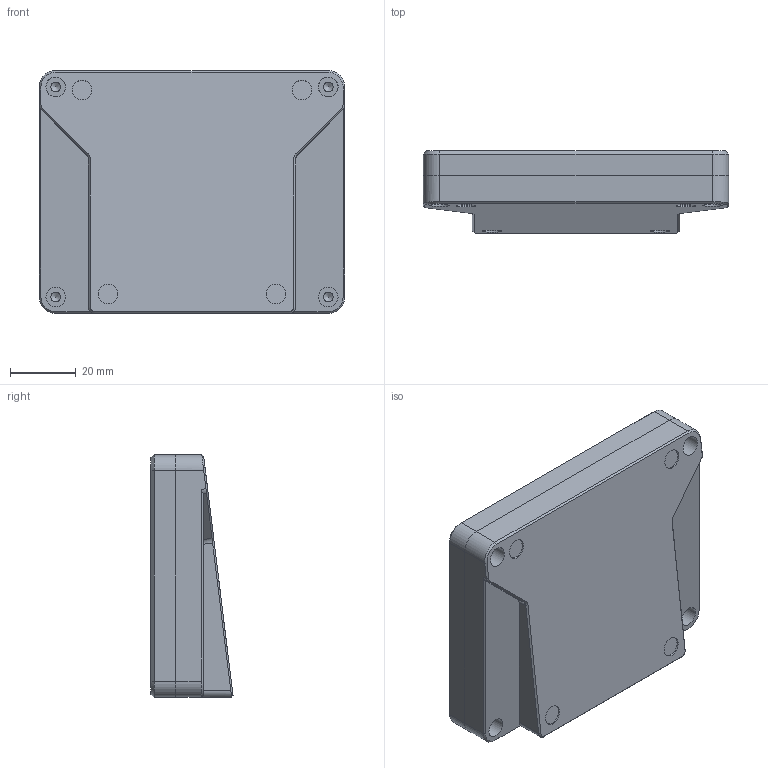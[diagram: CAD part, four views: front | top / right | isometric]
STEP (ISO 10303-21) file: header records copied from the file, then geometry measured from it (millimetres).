
FILE_DESCRIPTION(/* description */ (''),/* implementation_level */ '2;1');
FILE_NAME(/* name */ 'Macropad v9.step',/* time_stamp */ '2021-01-04T20:00:14+01:00',/* author */ (''),/* organization */ (''),/* preprocessor_version */ 'ST-DEVELOPER v18.1',/* originating_system */ 'Autodesk Translation Framework v9.7.1.1290',/* authorisation */ '');
FILE_SCHEMA (('AUTOMOTIVE_DESIGN { 1 0 10303 214 3 1 1 }'));
Products named in the file (46): Macropad; macropad_pcb; D_SOT-23; D_SOT-23_1; D_SOT-23_2; D_SOT-23_3; D_SOT-23_4; D_SOT-23_5; SOLID (6); Crystal_SMD_3225-4Pin_3.2x2.5mm; SOLID; HRO_TYPE-C-31-M-12; SOLID (3); SOLID (4); SOLID (10); SOLID (11); SOT-23-6; SOLID (7); TQFP-32_7x7mm_P0.8mm; SOLID (13); SW_SPST_TL3342; R_0805_2012Metric; R_0805_2012Metric_1; R_0805_2012Metric_2; R_0805_2012Metric_3; R_0805_2012Metric_4; R_0805_2012Metric_5; SOLID (1); PinHeader_1x06_P1.27mm_Vertical; Fuse_1206_3216Metric; SOLID (2); D_SOD-123; D_SOD-123_1; SOLID (9); C_0805_2012Metric; C_0805_2012Metric_1; C_0805_2012Metric_2; C_0805_2012Metric_3; C_0805_2012Metric_4; SOLID (5) ...
Assembly tree (61 placements, depth 4):
  Macropad
    macropad_pcb
      D_SOT-23
        SOLID (6)
      D_SOT-23_1
        SOLID (6)
      D_SOT-23_2
        SOLID (6)
      D_SOT-23_3
        SOLID (6)
      D_SOT-23_4
        SOLID (6)
      D_SOT-23_5
        SOLID (6)
      Crystal_SMD_3225-4Pin_3.2x2.5mm
        SOLID
      HRO_TYPE-C-31-M-12
        SOLID (3)
        SOLID (4)
        SOLID (10)
        SOLID (11)
      SOT-23-6
        SOLID (7)
      TQFP-32_7x7mm_P0.8mm
        SOLID (13)
      SW_SPST_TL3342
        SOLID (12)
      R_0805_2012Metric
        SOLID (1)
      R_0805_2012Metric_1
        SOLID (1)
      R_0805_2012Metric_2
        SOLID (1)
      R_0805_2012Metric_3
        SOLID (1)
      R_0805_2012Metric_4
        SOLID (1)
      R_0805_2012Metric_5
        SOLID (1)
      PinHeader_1x06_P1.27mm_Vertical
      Fuse_1206_3216Metric
        SOLID (2)
      D_SOD-123
        SOLID (9)
      D_SOD-123_1
        SOLID (9)
      C_0805_2012Metric
        SOLID (5)
      C_0805_2012Metric_1
        SOLID (5)
      C_0805_2012Metric_2
        SOLID (5)
      C_0805_2012Metric_3
        SOLID (5)
      C_0805_2012Metric_4
        SOLID (5)
      SW_SPST_TL3342_1
        SOLID (12)
      COMPOUND
    Top
Bounding box: 93.2 x 25.04 x 74.15 mm (x, y, z)
Volume: 73428.3 mm3; surface area: 45487.1 mm2
Topology: 33 solids, 35 shells, 2971 faces, 7684 edges, 4796 vertices
Faces by surface type: plane 1994, cylinder 867, sphere 32, torus 28, cone 26, bspline 24
Full cylindrical faces by diameter (mm): 0.5 x3, 0.65 x8, 1.47 x24, 1.75 x24, 2 x6, 3 x8, 3.988 x12, 6 x8
Entity records: 68372 total; most frequent: CARTESIAN_POINT 13522, DIRECTION 11143, ORIENTED_EDGE 10894, EDGE_CURVE 5447, LINE 4019, VECTOR 4019, AXIS2_PLACEMENT_3D 3562, VERTEX_POINT 3427
